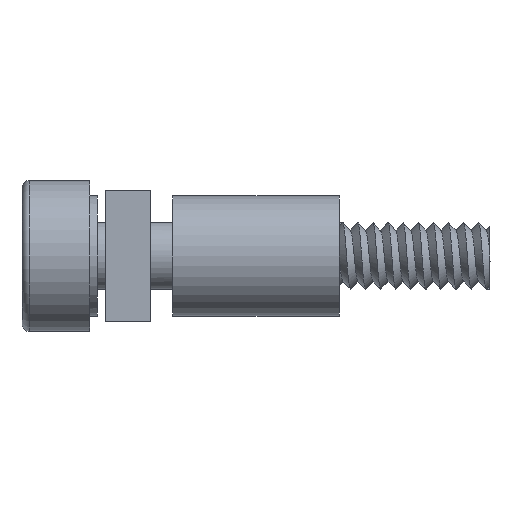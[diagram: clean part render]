
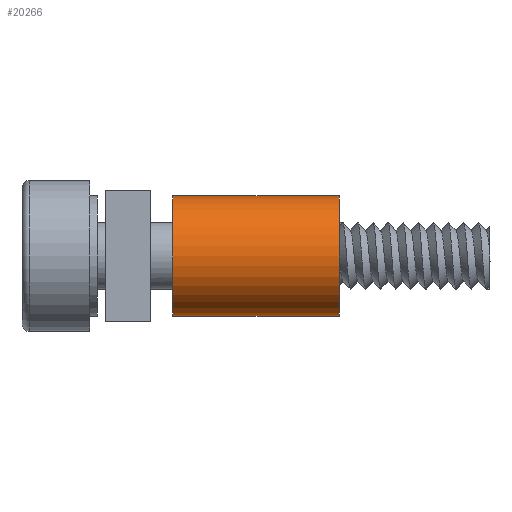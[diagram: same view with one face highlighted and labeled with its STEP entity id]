
A CAD part, left-side view. The second image highlights one B-rep face of the part: STEP entity #20266.
In plain terms, the highlighted cylindrical face has radius 2 mm (diameter 4 mm), a partial arc.
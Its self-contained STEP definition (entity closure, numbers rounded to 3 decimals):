
#801 = CIRCLE ( 'NONE', #4764, 2. ) ;
#932 = ORIENTED_EDGE ( 'NONE', *, *, #21648, .T. ) ;
#1191 = AXIS2_PLACEMENT_3D ( 'NONE', #5459, #12512, #12589 ) ;
#1263 = EDGE_CURVE ( 'NONE', #12083, #18920, #2040, .T. ) ;
#2040 = LINE ( 'NONE', #16790, #6110 ) ;
#3414 = CARTESIAN_POINT ( 'NONE',  ( 0., -4.5, 0. ) ) ;
#4309 = AXIS2_PLACEMENT_3D ( 'NONE', #3414, #15625, #5163 ) ;
#4764 = AXIS2_PLACEMENT_3D ( 'NONE', #19547, #9107, #21279 ) ;
#5163 = DIRECTION ( 'NONE',  ( 0., 0., -1. ) ) ;
#5459 = CARTESIAN_POINT ( 'NONE',  ( 0., -10., 0. ) ) ;
#6110 = VECTOR ( 'NONE', #15082, 1000. ) ;
#6890 = CARTESIAN_POINT ( 'NONE',  ( 0., -10., 2. ) ) ;
#7149 = CARTESIAN_POINT ( 'NONE',  ( 0., -4.5, 2. ) ) ;
#7717 = EDGE_LOOP ( 'NONE', ( #22418, #13226, #20528, #932 ) ) ;
#9096 = FACE_OUTER_BOUND ( 'NONE', #7717, .T. ) ;
#9107 = DIRECTION ( 'NONE',  ( 0., -1., 0. ) ) ;
#9343 = VERTEX_POINT ( 'NONE', #12655 ) ;
#12065 = EDGE_CURVE ( 'NONE', #9343, #20186, #12363, .T. ) ;
#12083 = VERTEX_POINT ( 'NONE', #20821 ) ;
#12363 = LINE ( 'NONE', #6890, #16953 ) ;
#12512 = DIRECTION ( 'NONE',  ( 0., 1., 0. ) ) ;
#12589 = DIRECTION ( 'NONE',  ( 0., 0., 1. ) ) ;
#12655 = CARTESIAN_POINT ( 'NONE',  ( 0., -10., 2. ) ) ;
#13226 = ORIENTED_EDGE ( 'NONE', *, *, #15270, .F. ) ;
#15082 = DIRECTION ( 'NONE',  ( 0., 1., 0. ) ) ;
#15270 = EDGE_CURVE ( 'NONE', #9343, #12083, #801, .T. ) ;
#15625 = DIRECTION ( 'NONE',  ( 0., -1., 0. ) ) ;
#15734 = CYLINDRICAL_SURFACE ( 'NONE', #1191, 2. ) ;
#16427 = CARTESIAN_POINT ( 'NONE',  ( 0., -4.5, -2. ) ) ;
#16790 = CARTESIAN_POINT ( 'NONE',  ( 0., -10., -2. ) ) ;
#16953 = VECTOR ( 'NONE', #17322, 1000. ) ;
#17322 = DIRECTION ( 'NONE',  ( 0., 1., 0. ) ) ;
#18920 = VERTEX_POINT ( 'NONE', #16427 ) ;
#19547 = CARTESIAN_POINT ( 'NONE',  ( 0., -10., 0. ) ) ;
#20186 = VERTEX_POINT ( 'NONE', #7149 ) ;
#20266 = ADVANCED_FACE ( 'NONE', ( #9096 ), #15734, .T. ) ;
#20528 = ORIENTED_EDGE ( 'NONE', *, *, #12065, .T. ) ;
#20821 = CARTESIAN_POINT ( 'NONE',  ( 0., -10., -2. ) ) ;
#21279 = DIRECTION ( 'NONE',  ( 0., 0., -1. ) ) ;
#21648 = EDGE_CURVE ( 'NONE', #20186, #18920, #21872, .T. ) ;
#21872 = CIRCLE ( 'NONE', #4309, 2. ) ;
#22418 = ORIENTED_EDGE ( 'NONE', *, *, #1263, .F. ) ;
